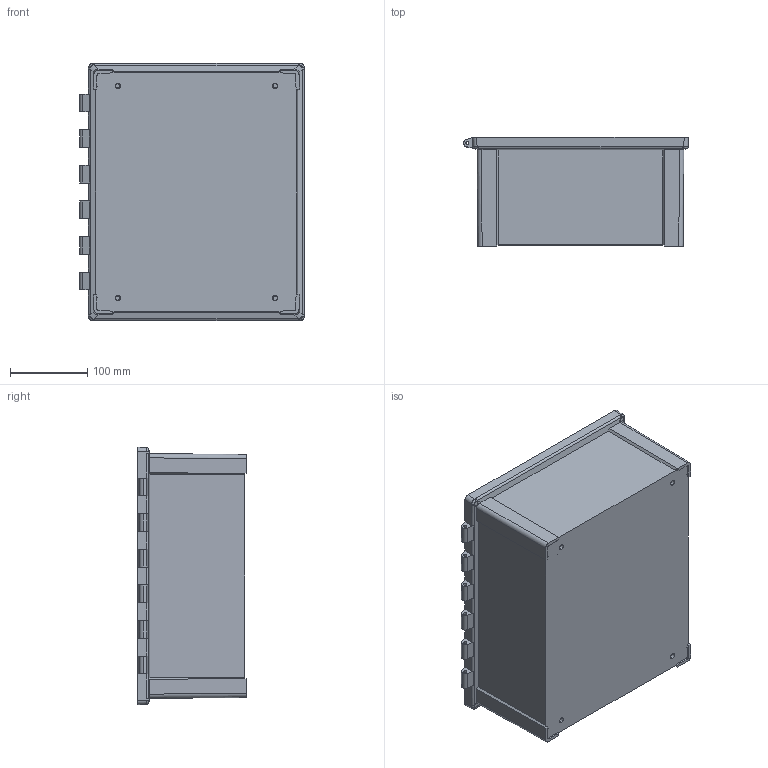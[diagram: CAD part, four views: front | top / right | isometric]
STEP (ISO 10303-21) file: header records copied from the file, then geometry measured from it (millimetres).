
FILE_DESCRIPTION (( 'STEP AP214' ), '1' );
FILE_NAME ('12x10_hinge_base.STEP', '2008-02-11T08:07:35', ( 'Kenneth Weber' ), ( 'FIBOX Oy Ab' ), 'SwSTEP 2.0', 'SolidWorks 2007', '' );
FILE_SCHEMA (( 'AUTOMOTIVE_DESIGN' ));
Length unit declared in the file: millimetre
Products named in the file (1): 12x10_hinge_base
Bounding box: 290.39 x 140.5 x 332.53 mm (x, y, z)
Volume: 1019774 mm3; surface area: 520132.9 mm2
Topology: 6 solids, 14 shells, 541 faces, 1441 edges, 938 vertices
Faces by surface type: plane 350, cylinder 116, cone 55, bspline 20
Entity records: 18160 total; most frequent: CARTESIAN_POINT 4537, ORIENTED_EDGE 2866, DIRECTION 2625, EDGE_CURVE 1433, VECTOR 959, LINE 959, VERTEX_POINT 938, AXIS2_PLACEMENT_3D 833
